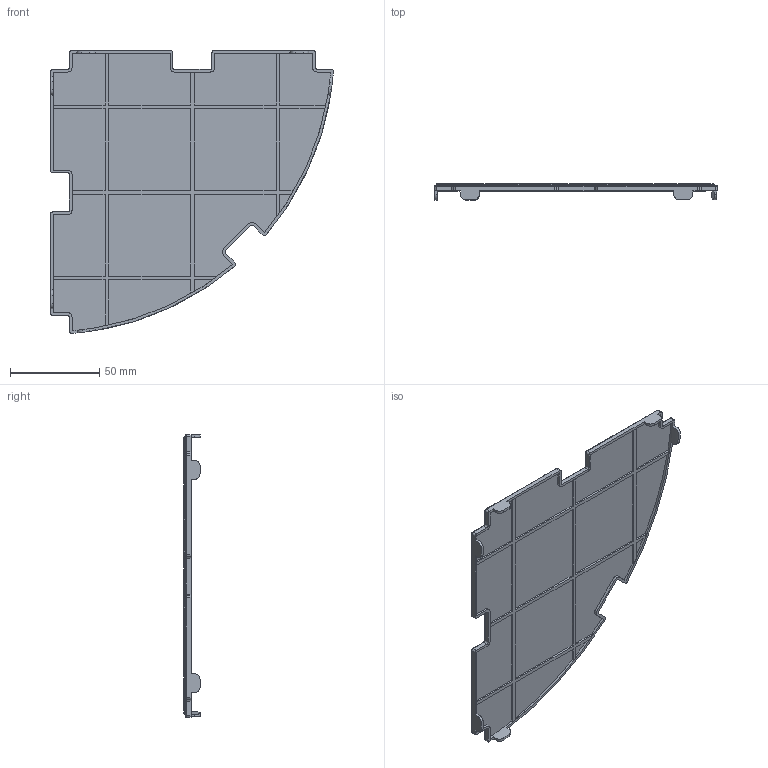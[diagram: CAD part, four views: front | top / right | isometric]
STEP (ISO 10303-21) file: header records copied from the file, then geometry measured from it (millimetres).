
FILE_DESCRIPTION (( 'STEP AP203' ), '1' );
FILE_NAME ('10-00165d.step', '2014-04-11T20:25:25', ( 'Nicholas Morozovsky' ), ( '' ), 'SwSTEP 2.0', 'SolidWorks 2012', '' );
FILE_SCHEMA (( 'CONFIG_CONTROL_DESIGN' ));
Products named in the file (1): 10-00165d
Bounding box: 158.58 x 9 x 158.58 mm (x, y, z)
Volume: 34593.1 mm3; surface area: 47635.5 mm2
Topology: 1 solids, 1 shells, 2064 faces, 4856 edges, 2938 vertices
Faces by surface type: plane 1000, cylinder 921, torus 143
Entity records: 57576 total; most frequent: CARTESIAN_POINT 12009, ORIENTED_EDGE 9712, DIRECTION 9015, EDGE_CURVE 4856, VECTOR 3463, LINE 3463, VERTEX_POINT 2938, AXIS2_PLACEMENT_3D 2776
